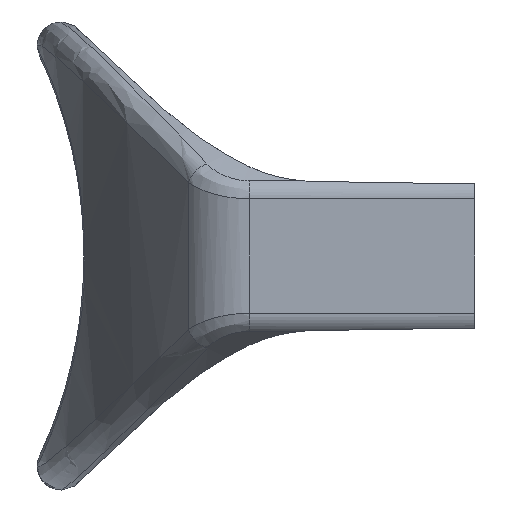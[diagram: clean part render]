
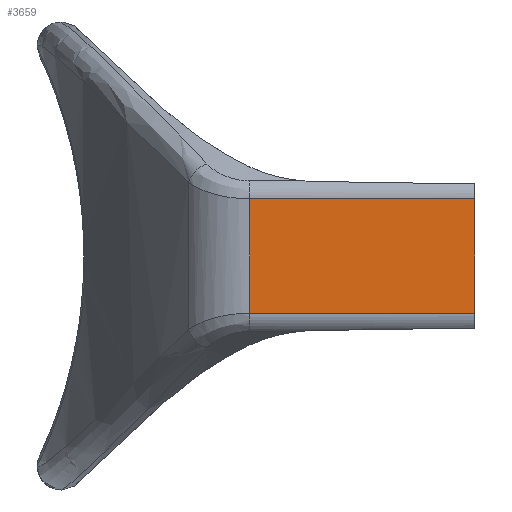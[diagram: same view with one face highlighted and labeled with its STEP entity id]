
A CAD part, left-side view. The second image highlights one B-rep face of the part: STEP entity #3659.
In plain terms, the highlighted planar face has unit normal (-1, 0, 0).
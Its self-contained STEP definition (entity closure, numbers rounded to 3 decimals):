
#185 = ORIENTED_EDGE ( 'NONE', *, *, #934, .F. ) ;
#232 = CARTESIAN_POINT ( 'NONE',  ( -53., 0., 0. ) ) ;
#375 = EDGE_CURVE ( 'NONE', #3860, #2437, #4035, .T. ) ;
#562 = VECTOR ( 'NONE', #1710, 1000. ) ;
#716 = LINE ( 'NONE', #4114, #974 ) ;
#751 = DIRECTION ( 'NONE',  ( 0., 0., 1. ) ) ;
#861 = VECTOR ( 'NONE', #1444, 1000. ) ;
#934 = EDGE_CURVE ( 'NONE', #3860, #1360, #3815, .T. ) ;
#974 = VECTOR ( 'NONE', #2119, 1000. ) ;
#1080 = VERTEX_POINT ( 'NONE', #1163 ) ;
#1163 = CARTESIAN_POINT ( 'NONE',  ( -53., 12.5, -3.18 ) ) ;
#1220 = EDGE_LOOP ( 'NONE', ( #2894, #2847, #185, #1574, #4115 ) ) ;
#1298 = CARTESIAN_POINT ( 'NONE',  ( -53., 0., 0. ) ) ;
#1300 = EDGE_CURVE ( 'NONE', #2437, #1564, #3321, .T. ) ;
#1360 = VERTEX_POINT ( 'NONE', #4310 ) ;
#1441 = PLANE ( 'NONE',  #2606 ) ;
#1444 = DIRECTION ( 'NONE',  ( 0., 0., -1. ) ) ;
#1525 = DIRECTION ( 'NONE',  ( 0., 1., 0. ) ) ;
#1564 = VERTEX_POINT ( 'NONE', #2689 ) ;
#1574 = ORIENTED_EDGE ( 'NONE', *, *, #375, .T. ) ;
#1710 = DIRECTION ( 'NONE',  ( 0., 0., -1. ) ) ;
#1923 = CARTESIAN_POINT ( 'NONE',  ( -53., 8.831, 3.18 ) ) ;
#2112 = FACE_OUTER_BOUND ( 'NONE', #1220, .T. ) ;
#2119 = DIRECTION ( 'NONE',  ( 0., -1., 0. ) ) ;
#2437 = VERTEX_POINT ( 'NONE', #3549 ) ;
#2606 = AXIS2_PLACEMENT_3D ( 'NONE', #2819, #3846, #751 ) ;
#2652 = EDGE_CURVE ( 'NONE', #1080, #1360, #716, .T. ) ;
#2689 = CARTESIAN_POINT ( 'NONE',  ( -53., 12.5, 3.18 ) ) ;
#2819 = CARTESIAN_POINT ( 'NONE',  ( -53., 8.831, -12.895 ) ) ;
#2847 = ORIENTED_EDGE ( 'NONE', *, *, #2652, .T. ) ;
#2894 = ORIENTED_EDGE ( 'NONE', *, *, #4224, .T. ) ;
#3024 = DIRECTION ( 'NONE',  ( 0., 0., 1. ) ) ;
#3321 = LINE ( 'NONE', #1923, #3589 ) ;
#3461 = CARTESIAN_POINT ( 'NONE',  ( -53., 0., 0. ) ) ;
#3549 = CARTESIAN_POINT ( 'NONE',  ( -53., 0., 3.18 ) ) ;
#3589 = VECTOR ( 'NONE', #1525, 1000. ) ;
#3659 = ADVANCED_FACE ( 'NONE', ( #2112 ), #1441, .T. ) ;
#3815 = LINE ( 'NONE', #3461, #562 ) ;
#3846 = DIRECTION ( 'NONE',  ( -1., 0., 0. ) ) ;
#3849 = CARTESIAN_POINT ( 'NONE',  ( -53., 12.5, -13. ) ) ;
#3860 = VERTEX_POINT ( 'NONE', #1298 ) ;
#4035 = LINE ( 'NONE', #232, #4321 ) ;
#4114 = CARTESIAN_POINT ( 'NONE',  ( -53., 0., -3.18 ) ) ;
#4115 = ORIENTED_EDGE ( 'NONE', *, *, #1300, .T. ) ;
#4200 = LINE ( 'NONE', #3849, #861 ) ;
#4224 = EDGE_CURVE ( 'NONE', #1564, #1080, #4200, .T. ) ;
#4310 = CARTESIAN_POINT ( 'NONE',  ( -53., 0., -3.18 ) ) ;
#4321 = VECTOR ( 'NONE', #3024, 1000. ) ;
